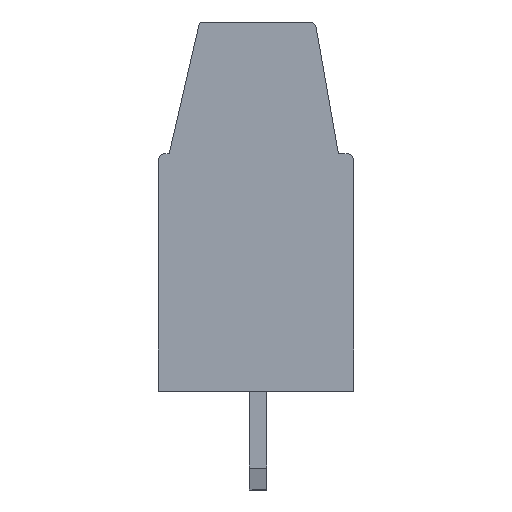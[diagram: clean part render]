
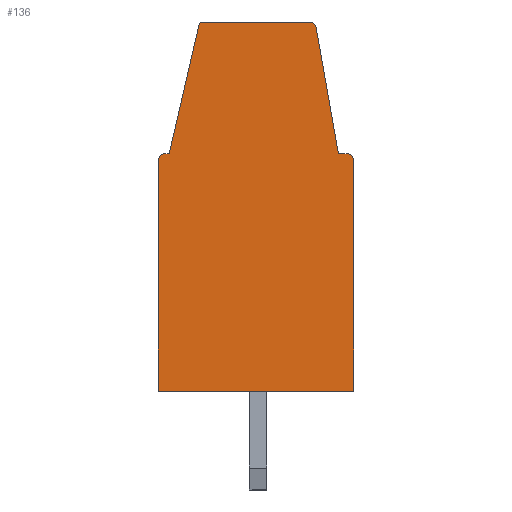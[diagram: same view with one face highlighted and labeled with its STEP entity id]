
A CAD part, left-side view. The second image highlights one B-rep face of the part: STEP entity #136.
In plain terms, the highlighted planar face has unit normal (-1, 0, 0).
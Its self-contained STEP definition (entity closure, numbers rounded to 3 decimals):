
#136 = ADVANCED_FACE( '', ( #333 ), #334, .T. );
#333 = FACE_OUTER_BOUND( '', #604, .T. );
#334 = PLANE( '', #605 );
#604 = EDGE_LOOP( '', ( #950, #951, #952, #953, #954, #955, #956, #957, #958, #959, #960, #961 ) );
#605 = AXIS2_PLACEMENT_3D( '', #962, #963, #964 );
#950 = ORIENTED_EDGE( '', *, *, #1619, .T. );
#951 = ORIENTED_EDGE( '', *, *, #1620, .T. );
#952 = ORIENTED_EDGE( '', *, *, #1621, .F. );
#953 = ORIENTED_EDGE( '', *, *, #1570, .T. );
#954 = ORIENTED_EDGE( '', *, *, #1556, .T. );
#955 = ORIENTED_EDGE( '', *, *, #1622, .T. );
#956 = ORIENTED_EDGE( '', *, *, #1623, .T. );
#957 = ORIENTED_EDGE( '', *, *, #1624, .T. );
#958 = ORIENTED_EDGE( '', *, *, #1625, .T. );
#959 = ORIENTED_EDGE( '', *, *, #1579, .T. );
#960 = ORIENTED_EDGE( '', *, *, #1626, .T. );
#961 = ORIENTED_EDGE( '', *, *, #1627, .T. );
#962 = CARTESIAN_POINT( '', ( 219.737, 24.598, 0. ) );
#963 = DIRECTION( '', ( -1., 0., 0. ) );
#964 = DIRECTION( '', ( 0., -1., 0. ) );
#1556 = EDGE_CURVE( '', #1845, #1843, #1846, .T. );
#1570 = EDGE_CURVE( '', #1869, #1845, #1870, .T. );
#1579 = EDGE_CURVE( '', #1885, #1883, #1886, .T. );
#1619 = EDGE_CURVE( '', #1953, #1954, #1955, .T. );
#1620 = EDGE_CURVE( '', #1954, #1956, #1957, .T. );
#1621 = EDGE_CURVE( '', #1869, #1956, #1958, .T. );
#1622 = EDGE_CURVE( '', #1843, #1959, #1960, .T. );
#1623 = EDGE_CURVE( '', #1959, #1961, #1962, .T. );
#1624 = EDGE_CURVE( '', #1961, #1963, #1964, .T. );
#1625 = EDGE_CURVE( '', #1963, #1885, #1965, .T. );
#1626 = EDGE_CURVE( '', #1883, #1966, #1967, .T. );
#1627 = EDGE_CURVE( '', #1966, #1953, #1968, .T. );
#1843 = VERTEX_POINT( '', #2265 );
#1845 = VERTEX_POINT( '', #2268 );
#1846 = LINE( '', #2269, #2270 );
#1869 = VERTEX_POINT( '', #2300 );
#1870 = CIRCLE( '', #2301, 0.3 );
#1883 = VERTEX_POINT( '', #2318 );
#1885 = VERTEX_POINT( '', #2321 );
#1886 = LINE( '', #2322, #2323 );
#1953 = VERTEX_POINT( '', #2416 );
#1954 = VERTEX_POINT( '', #2417 );
#1955 = LINE( '', #2418, #2419 );
#1956 = VERTEX_POINT( '', #2420 );
#1957 = LINE( '', #2421, #2422 );
#1958 = LINE( '', #2423, #2424 );
#1959 = VERTEX_POINT( '', #2425 );
#1960 = LINE( '', #2426, #2427 );
#1961 = VERTEX_POINT( '', #2428 );
#1962 = CIRCLE( '', #2429, 0.3 );
#1963 = VERTEX_POINT( '', #2430 );
#1964 = LINE( '', #2431, #2432 );
#1965 = CIRCLE( '', #2433, 0.2 );
#1966 = VERTEX_POINT( '', #2434 );
#1967 = LINE( '', #2435, #2436 );
#1968 = CIRCLE( '', #2437, 0.3 );
#2265 = CARTESIAN_POINT( '', ( 219.737, 17.848, 10.8 ) );
#2268 = CARTESIAN_POINT( '', ( 219.737, 17.448, 10.8 ) );
#2269 = CARTESIAN_POINT( '', ( 219.737, 17.848, 10.8 ) );
#2270 = VECTOR( '', #2817, 1000. );
#2300 = CARTESIAN_POINT( '', ( 219.737, 17.148, 10.5 ) );
#2301 = AXIS2_PLACEMENT_3D( '', #2834, #2835, #2836 );
#2318 = CARTESIAN_POINT( '', ( 219.737, 25.548, 10.8 ) );
#2321 = CARTESIAN_POINT( '', ( 219.737, 24.199, 16.645 ) );
#2322 = CARTESIAN_POINT( '', ( 219.737, 25.548, 10.8 ) );
#2323 = VECTOR( '', #2845, 1000. );
#2416 = CARTESIAN_POINT( '', ( 219.737, 26.048, 10.5 ) );
#2417 = CARTESIAN_POINT( '', ( 219.737, 26.048, 0. ) );
#2418 = CARTESIAN_POINT( '', ( 219.737, 26.048, 0. ) );
#2419 = VECTOR( '', #2887, 1000. );
#2420 = CARTESIAN_POINT( '', ( 219.737, 17.148, 0. ) );
#2421 = CARTESIAN_POINT( '', ( 219.737, 24.818, 0. ) );
#2422 = VECTOR( '', #2888, 1000. );
#2423 = CARTESIAN_POINT( '', ( 219.737, 17.148, 5.1 ) );
#2424 = VECTOR( '', #2889, 1000. );
#2425 = CARTESIAN_POINT( '', ( 219.737, 18.863, 16.552 ) );
#2426 = CARTESIAN_POINT( '', ( 219.737, 18.863, 16.552 ) );
#2427 = VECTOR( '', #2890, 1000. );
#2428 = CARTESIAN_POINT( '', ( 219.737, 19.158, 16.8 ) );
#2429 = AXIS2_PLACEMENT_3D( '', #2891, #2892, #2893 );
#2430 = CARTESIAN_POINT( '', ( 219.737, 24.004, 16.8 ) );
#2431 = CARTESIAN_POINT( '', ( 219.737, 24.004, 16.8 ) );
#2432 = VECTOR( '', #2894, 1000. );
#2433 = AXIS2_PLACEMENT_3D( '', #2895, #2896, #2897 );
#2434 = CARTESIAN_POINT( '', ( 219.737, 25.748, 10.8 ) );
#2435 = CARTESIAN_POINT( '', ( 219.737, 25.748, 10.8 ) );
#2436 = VECTOR( '', #2898, 1000. );
#2437 = AXIS2_PLACEMENT_3D( '', #2899, #2900, #2901 );
#2817 = DIRECTION( '', ( 0., 1., 0. ) );
#2834 = CARTESIAN_POINT( '', ( 219.737, 17.448, 10.5 ) );
#2835 = DIRECTION( '', ( -1., 0., 0. ) );
#2836 = DIRECTION( '', ( 0., 0., 1. ) );
#2845 = DIRECTION( '', ( 0., 0.225, -0.974 ) );
#2887 = DIRECTION( '', ( 0., 0., -1. ) );
#2888 = DIRECTION( '', ( 0., -1., 0. ) );
#2889 = DIRECTION( '', ( 0., 0., -1. ) );
#2890 = DIRECTION( '', ( 0., 0.174, 0.985 ) );
#2891 = CARTESIAN_POINT( '', ( 219.737, 19.158, 16.5 ) );
#2892 = DIRECTION( '', ( -1., 0., 0. ) );
#2893 = DIRECTION( '', ( 0., 0., 1. ) );
#2894 = DIRECTION( '', ( 0., 1., 0. ) );
#2895 = CARTESIAN_POINT( '', ( 219.737, 24.004, 16.6 ) );
#2896 = DIRECTION( '', ( -1., 0., 0. ) );
#2897 = DIRECTION( '', ( 0., 0., 1. ) );
#2898 = DIRECTION( '', ( 0., 1., 0. ) );
#2899 = CARTESIAN_POINT( '', ( 219.737, 25.748, 10.5 ) );
#2900 = DIRECTION( '', ( -1., 0., 0. ) );
#2901 = DIRECTION( '', ( 0., 0., 1. ) );
